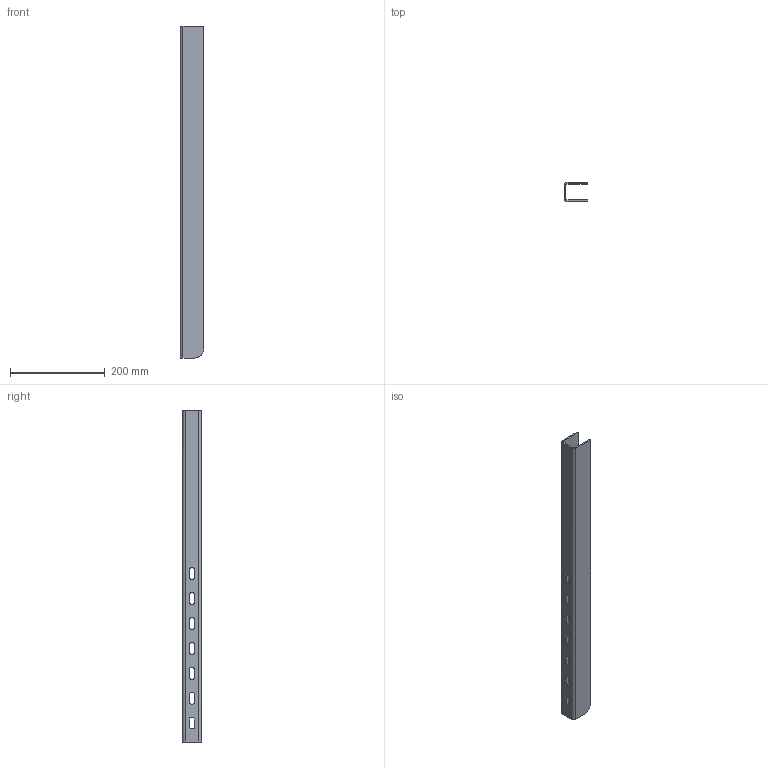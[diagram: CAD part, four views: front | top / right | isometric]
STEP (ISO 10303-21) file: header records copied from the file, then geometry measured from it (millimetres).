
FILE_DESCRIPTION (( 'STEP AP203' ), '1' );
FILE_NAME ('132özbmut4900zT13124_ozaas_Part2.IGS_Default_sldprt.STEP', '2023-01-17T08:07:58', ( '' ), ( '' ), 'SwSTEP 2.0', 'SolidWorks 2019', '' );
FILE_SCHEMA (( 'CONFIG_CONTROL_DESIGN' ));
Length unit declared in the file: millimetre
Products named in the file (1): 132özbmut4900zT13124_ozaas_Part2.IGS_Default_sldprt
Bounding box: 50 x 40 x 700 mm (x, y, z)
Volume: 267811.6 mm3; surface area: 184796 mm2
Topology: 1 solids, 1 shells, 80 faces, 218 edges, 140 vertices
Faces by surface type: bspline 80
Entity records: 2763 total; most frequent: CARTESIAN_POINT 1385, ORIENTED_EDGE 436, EDGE_CURVE 218, B_SPLINE_CURVE_WITH_KNOTS 186, VERTEX_POINT 140, EDGE_LOOP 94, FACE_OUTER_BOUND 80, ADVANCED_FACE 80
